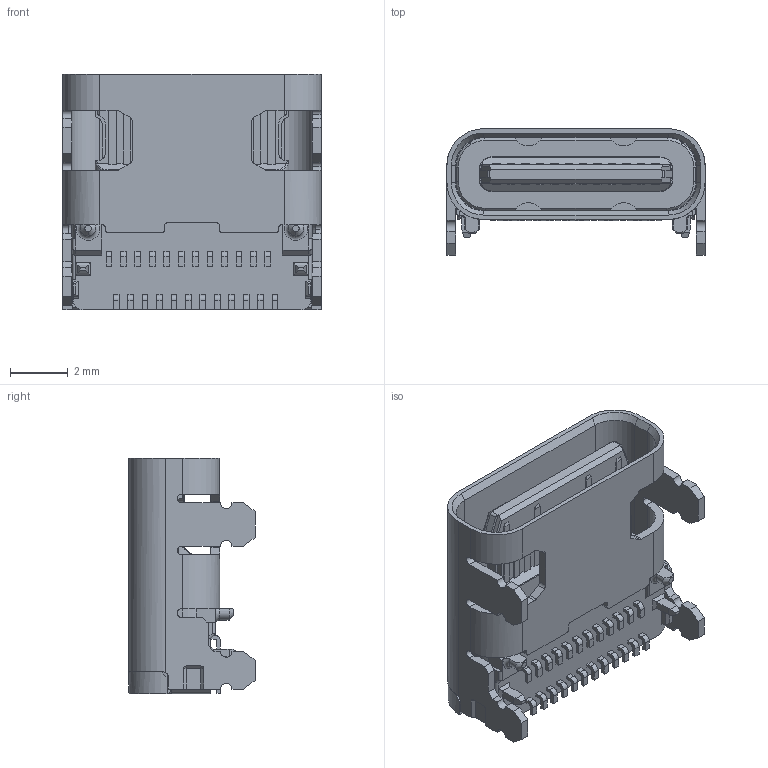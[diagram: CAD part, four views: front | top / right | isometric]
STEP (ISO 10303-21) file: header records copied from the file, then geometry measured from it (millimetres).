
FILE_DESCRIPTION (( 'STEP AP214' ), '1' );
FILE_NAME ('dx07s024jj7r1200.STEP', '2021-11-09T04:56:05', ( 'boksop' ), ( '' ), 'SwSTEP 2.0', 'SolidWorks 2020', '' );
FILE_SCHEMA (( 'AUTOMOTIVE_DESIGN' ));
Length unit declared in the file: millimetre
Products named in the file (14): dx07s024jj7r1200_06; dx07s024jj7r1200_07; dx07s024jj7r1200_10; dx07s024jj7r1200_04; dx07s024jj7r1200_03; dx07s024jj7r1200; dx07s024jj7r1200_05; dx07s024jj7r1200_12; dx07s024jj7r1200_08; dx07s024jj7r1200_11; dx07s024jj7r1200_13; dx07s024jj7r1200_09; dx07s024jj7r1200_02; dx07s024jj7r1200_01
Assembly tree (13 placements, depth 2):
  dx07s024jj7r1200
    dx07s024jj7r1200_01
    dx07s024jj7r1200_02
    dx07s024jj7r1200_03
    dx07s024jj7r1200_04
    dx07s024jj7r1200_05
    dx07s024jj7r1200_06
    dx07s024jj7r1200_07
    dx07s024jj7r1200_08
    dx07s024jj7r1200_09
    dx07s024jj7r1200_10
    dx07s024jj7r1200_11
    dx07s024jj7r1200_12
    dx07s024jj7r1200_13
Bounding box: 8.94 x 4.37 x 8.17 mm (x, y, z)
Volume: 136.1 mm3; surface area: 438.5 mm2
Topology: 13 solids, 15 shells, 921 faces, 2527 edges, 1637 vertices
Faces by surface type: plane 670, cylinder 198, cone 31, bspline 12, torus 6, sphere 4
Entity records: 30204 total; most frequent: CARTESIAN_POINT 6155, ORIENTED_EDGE 5046, DIRECTION 4700, EDGE_CURVE 2523, LINE 1998, VECTOR 1998, VERTEX_POINT 1637, AXIS2_PLACEMENT_3D 1351
